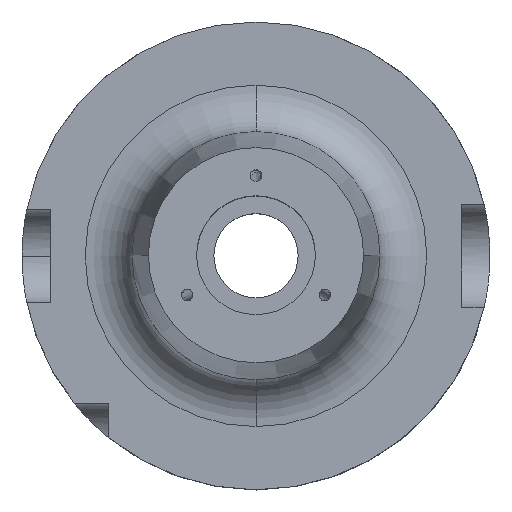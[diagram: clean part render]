
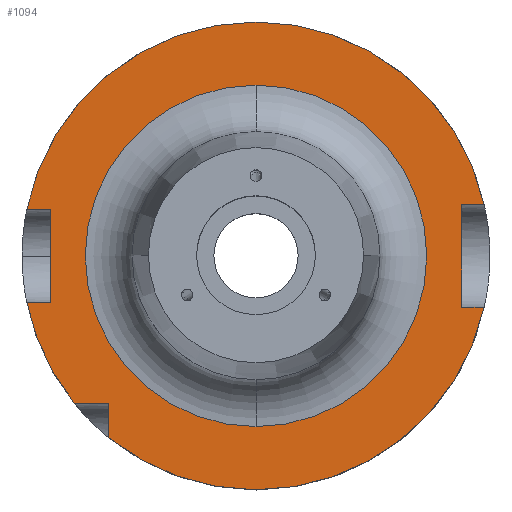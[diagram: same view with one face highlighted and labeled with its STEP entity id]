
A CAD part, top view. The second image highlights one B-rep face of the part: STEP entity #1094.
In plain terms, the highlighted planar face has unit normal (0, 0, 1).
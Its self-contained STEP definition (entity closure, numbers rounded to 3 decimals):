
#39 = CARTESIAN_POINT ( 'NONE',  ( -38.83, -31.5, 29. ) ) ;
#71 = VERTEX_POINT ( 'NONE', #1605 ) ;
#90 = LINE ( 'NONE', #180, #1523 ) ;
#140 = CARTESIAN_POINT ( 'NONE',  ( 0., 0., 29. ) ) ;
#143 = CARTESIAN_POINT ( 'NONE',  ( 54., 11., 29. ) ) ;
#172 = CARTESIAN_POINT ( 'NONE',  ( 0., 44., 29. ) ) ;
#173 = DIRECTION ( 'NONE',  ( 0., -1., 0. ) ) ;
#180 = CARTESIAN_POINT ( 'NONE',  ( 54., -11., 29. ) ) ;
#212 = VERTEX_POINT ( 'NONE', #3029 ) ;
#233 = PLANE ( 'NONE',  #2362 ) ;
#255 = CARTESIAN_POINT ( 'NONE',  ( 0., 0., 29. ) ) ;
#269 = DIRECTION ( 'NONE',  ( 0., 1., 0. ) ) ;
#328 = EDGE_LOOP ( 'NONE', ( #1340, #2957 ) ) ;
#354 = VERTEX_POINT ( 'NONE', #1828 ) ;
#367 = ORIENTED_EDGE ( 'NONE', *, *, #452, .F. ) ;
#404 = CARTESIAN_POINT ( 'NONE',  ( 44., -11., 29. ) ) ;
#419 = VERTEX_POINT ( 'NONE', #39 ) ;
#432 = CARTESIAN_POINT ( 'NONE',  ( -31.5, 44., 29. ) ) ;
#452 = EDGE_CURVE ( 'NONE', #2669, #2653, #1244, .T. ) ;
#502 = EDGE_CURVE ( 'NONE', #2351, #2023, #3426, .T. ) ;
#557 = DIRECTION ( 'NONE',  ( 0., 0., -1. ) ) ;
#567 = CARTESIAN_POINT ( 'NONE',  ( 48.775, -11., 29. ) ) ;
#692 = EDGE_CURVE ( 'NONE', #921, #3514, #1469, .T. ) ;
#709 = DIRECTION ( 'NONE',  ( 0., 0., -1. ) ) ;
#768 = EDGE_CURVE ( 'NONE', #71, #1637, #2731, .T. ) ;
#794 = AXIS2_PLACEMENT_3D ( 'NONE', #1041, #1032, #1001 ) ;
#839 = LINE ( 'NONE', #143, #1977 ) ;
#845 = DIRECTION ( 'NONE',  ( 1., 0., 0. ) ) ;
#846 = CARTESIAN_POINT ( 'NONE',  ( 0., 0., 29. ) ) ;
#851 = LINE ( 'NONE', #1048, #1616 ) ;
#894 = VECTOR ( 'NONE', #1854, 1000. ) ;
#900 = LINE ( 'NONE', #3021, #3192 ) ;
#921 = VERTEX_POINT ( 'NONE', #2843 ) ;
#943 = DIRECTION ( 'NONE',  ( 0., 0., -1. ) ) ;
#955 = EDGE_CURVE ( 'NONE', #2653, #354, #839, .T. ) ;
#1001 = DIRECTION ( 'NONE',  ( 0., 1., 0. ) ) ;
#1013 = ORIENTED_EDGE ( 'NONE', *, *, #1054, .F. ) ;
#1032 = DIRECTION ( 'NONE',  ( 0., 0., -1. ) ) ;
#1041 = CARTESIAN_POINT ( 'NONE',  ( 0., 0., 29. ) ) ;
#1048 = CARTESIAN_POINT ( 'NONE',  ( -44., -10., 29. ) ) ;
#1054 = EDGE_CURVE ( 'NONE', #419, #1328, #2032, .T. ) ;
#1090 = CARTESIAN_POINT ( 'NONE',  ( -54., 10., 29. ) ) ;
#1094 = ADVANCED_FACE ( 'NONE', ( #1165, #1927 ), #233, .T. ) ;
#1123 = DIRECTION ( 'NONE',  ( 0., 0., -1. ) ) ;
#1150 = DIRECTION ( 'NONE',  ( 0., -1., 0. ) ) ;
#1165 = FACE_BOUND ( 'NONE', #328, .T. ) ;
#1190 = ORIENTED_EDGE ( 'NONE', *, *, #1808, .F. ) ;
#1213 = ORIENTED_EDGE ( 'NONE', *, *, #502, .F. ) ;
#1244 = CIRCLE ( 'NONE', #3061, 50. ) ;
#1274 = ORIENTED_EDGE ( 'NONE', *, *, #2703, .F. ) ;
#1328 = VERTEX_POINT ( 'NONE', #2086 ) ;
#1340 = ORIENTED_EDGE ( 'NONE', *, *, #3337, .T. ) ;
#1341 = DIRECTION ( 'NONE',  ( 0., -1., 0. ) ) ;
#1469 = LINE ( 'NONE', #1090, #2909 ) ;
#1523 = VECTOR ( 'NONE', #3328, 1000. ) ;
#1566 = ORIENTED_EDGE ( 'NONE', *, *, #1673, .F. ) ;
#1605 = CARTESIAN_POINT ( 'NONE',  ( 0., 36.5, 29. ) ) ;
#1616 = VECTOR ( 'NONE', #1341, 1000. ) ;
#1637 = VERTEX_POINT ( 'NONE', #2219 ) ;
#1673 = EDGE_CURVE ( 'NONE', #212, #419, #2686, .T. ) ;
#1674 = CARTESIAN_POINT ( 'NONE',  ( 0., -31.5, 29. ) ) ;
#1688 = DIRECTION ( 'NONE',  ( -1., 0., 0. ) ) ;
#1735 = CARTESIAN_POINT ( 'NONE',  ( -31.5, -38.83, 29. ) ) ;
#1808 = EDGE_CURVE ( 'NONE', #354, #3353, #2983, .T. ) ;
#1826 = DIRECTION ( 'NONE',  ( 0., -1., 0. ) ) ;
#1828 = CARTESIAN_POINT ( 'NONE',  ( 44., 11., 29. ) ) ;
#1842 = AXIS2_PLACEMENT_3D ( 'NONE', #255, #557, #2796 ) ;
#1854 = DIRECTION ( 'NONE',  ( 0., 1., 0. ) ) ;
#1905 = DIRECTION ( 'NONE',  ( 0., 0., 1. ) ) ;
#1927 = FACE_OUTER_BOUND ( 'NONE', #3341, .T. ) ;
#1970 = ORIENTED_EDGE ( 'NONE', *, *, #3211, .T. ) ;
#1977 = VECTOR ( 'NONE', #3368, 1000. ) ;
#2023 = VERTEX_POINT ( 'NONE', #1735 ) ;
#2032 = CIRCLE ( 'NONE', #794, 50. ) ;
#2055 = CARTESIAN_POINT ( 'NONE',  ( -44., -10., 29. ) ) ;
#2069 = AXIS2_PLACEMENT_3D ( 'NONE', #2677, #943, #2944 ) ;
#2086 = CARTESIAN_POINT ( 'NONE',  ( -48.99, -10., 29. ) ) ;
#2170 = CARTESIAN_POINT ( 'NONE',  ( 48.775, 11., 29. ) ) ;
#2172 = ORIENTED_EDGE ( 'NONE', *, *, #3638, .F. ) ;
#2177 = DIRECTION ( 'NONE',  ( 0., 1., 0. ) ) ;
#2219 = CARTESIAN_POINT ( 'NONE',  ( 0., -36.5, 29. ) ) ;
#2240 = VECTOR ( 'NONE', #173, 1000. ) ;
#2278 = ORIENTED_EDGE ( 'NONE', *, *, #3215, .T. ) ;
#2351 = VERTEX_POINT ( 'NONE', #567 ) ;
#2362 = AXIS2_PLACEMENT_3D ( 'NONE', #172, #1905, #1826 ) ;
#2444 = LINE ( 'NONE', #432, #894 ) ;
#2456 = CARTESIAN_POINT ( 'NONE',  ( 0., 50., 29. ) ) ;
#2468 = EDGE_CURVE ( 'NONE', #921, #2669, #2964, .T. ) ;
#2520 = ORIENTED_EDGE ( 'NONE', *, *, #2468, .F. ) ;
#2651 = CARTESIAN_POINT ( 'NONE',  ( -44., 10., 29. ) ) ;
#2653 = VERTEX_POINT ( 'NONE', #2170 ) ;
#2669 = VERTEX_POINT ( 'NONE', #2456 ) ;
#2677 = CARTESIAN_POINT ( 'NONE',  ( 0., 0., 29. ) ) ;
#2686 = LINE ( 'NONE', #1674, #2942 ) ;
#2703 = EDGE_CURVE ( 'NONE', #1328, #3428, #900, .T. ) ;
#2731 = CIRCLE ( 'NONE', #1842, 36.5 ) ;
#2736 = DIRECTION ( 'NONE',  ( 1., 0., 0. ) ) ;
#2796 = DIRECTION ( 'NONE',  ( 0., -1., 0. ) ) ;
#2843 = CARTESIAN_POINT ( 'NONE',  ( -48.99, 10., 29. ) ) ;
#2857 = DIRECTION ( 'NONE',  ( 0., 0., -1. ) ) ;
#2909 = VECTOR ( 'NONE', #845, 1000. ) ;
#2942 = VECTOR ( 'NONE', #1688, 1000. ) ;
#2944 = DIRECTION ( 'NONE',  ( 0., 1., 0. ) ) ;
#2957 = ORIENTED_EDGE ( 'NONE', *, *, #768, .T. ) ;
#2964 = CIRCLE ( 'NONE', #2069, 50. ) ;
#2983 = LINE ( 'NONE', #404, #2240 ) ;
#3003 = ORIENTED_EDGE ( 'NONE', *, *, #692, .T. ) ;
#3021 = CARTESIAN_POINT ( 'NONE',  ( -54., -10., 29. ) ) ;
#3029 = CARTESIAN_POINT ( 'NONE',  ( -31.5, -31.5, 29. ) ) ;
#3061 = AXIS2_PLACEMENT_3D ( 'NONE', #140, #709, #2177 ) ;
#3120 = CARTESIAN_POINT ( 'NONE',  ( 0., 0., 29. ) ) ;
#3144 = CARTESIAN_POINT ( 'NONE',  ( 44., -11., 29. ) ) ;
#3192 = VECTOR ( 'NONE', #2736, 1000. ) ;
#3211 = EDGE_CURVE ( 'NONE', #3514, #3428, #851, .T. ) ;
#3215 = EDGE_CURVE ( 'NONE', #2351, #3353, #90, .T. ) ;
#3328 = DIRECTION ( 'NONE',  ( -1., 0., 0. ) ) ;
#3337 = EDGE_CURVE ( 'NONE', #1637, #71, #3517, .T. ) ;
#3341 = EDGE_LOOP ( 'NONE', ( #3003, #1970, #1274, #1013, #1566, #2172, #1213, #2278, #1190, #3449, #367, #2520 ) ) ;
#3353 = VERTEX_POINT ( 'NONE', #3144 ) ;
#3368 = DIRECTION ( 'NONE',  ( -1., 0., 0. ) ) ;
#3426 = CIRCLE ( 'NONE', #3608, 50. ) ;
#3428 = VERTEX_POINT ( 'NONE', #2055 ) ;
#3449 = ORIENTED_EDGE ( 'NONE', *, *, #955, .F. ) ;
#3514 = VERTEX_POINT ( 'NONE', #2651 ) ;
#3517 = CIRCLE ( 'NONE', #3673, 36.5 ) ;
#3608 = AXIS2_PLACEMENT_3D ( 'NONE', #3120, #1123, #269 ) ;
#3638 = EDGE_CURVE ( 'NONE', #2023, #212, #2444, .T. ) ;
#3673 = AXIS2_PLACEMENT_3D ( 'NONE', #846, #2857, #1150 ) ;
